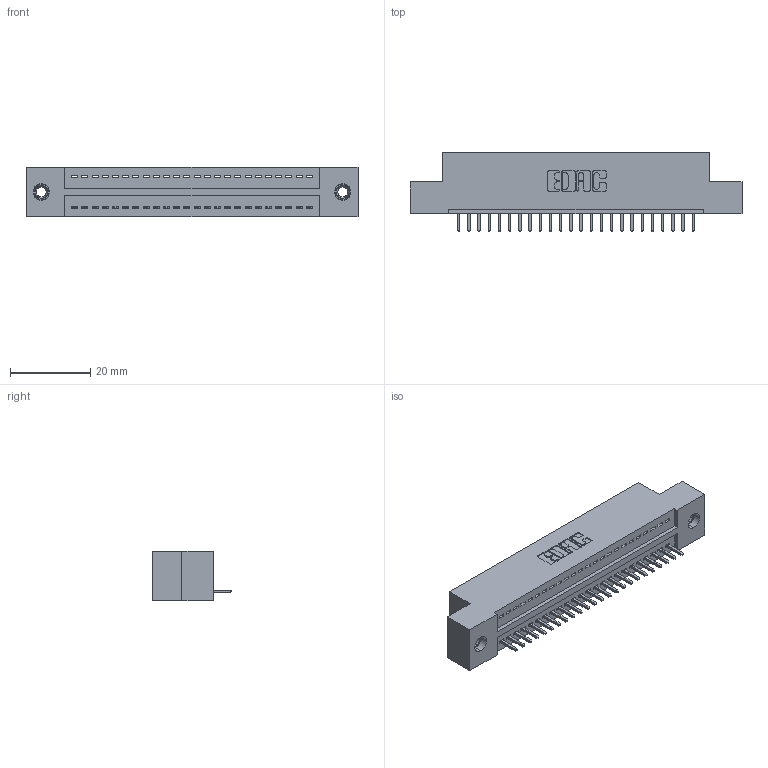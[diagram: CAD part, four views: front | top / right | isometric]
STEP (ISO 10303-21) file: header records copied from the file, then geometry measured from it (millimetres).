
FILE_DESCRIPTION (( 'STEP AP203' ), '1' );
FILE_NAME ('325-024-520-107.STEP', '2020-02-24T17:49:52', ( '' ), ( '' ), 'SwSTEP 2.0', 'SolidWorks 2016', '' );
FILE_SCHEMA (( 'CONFIG_CONTROL_DESIGN' ));
Length unit declared in the file: inch
Products named in the file (4): 325-024-520-107; 325-292-001_325-293-120; 345-250-001_345-250-005-103; 325 Part_TI
Assembly tree (27 placements, depth 2):
  325-024-520-107
    325 Part_TI
    325-292-001_325-293-120  x24
    345-250-001_345-250-005-103  x2
Bounding box: 82.68 x 19.68 x 12.45 mm (x, y, z)
Volume: 10278.7 mm3; surface area: 10699 mm2
Topology: 27 solids, 27 shells, 1566 faces, 4671 edges, 3074 vertices
Faces by surface type: plane 1110, cylinder 440, cone 12, torus 4
Entity records: 18204 total; most frequent: CARTESIAN_POINT 3125, ORIENTED_EDGE 3078, DIRECTION 2705, EDGE_CURVE 1539, LINE 1391, VECTOR 1391, VERTEX_POINT 1020, AXIS2_PLACEMENT_3D 657
